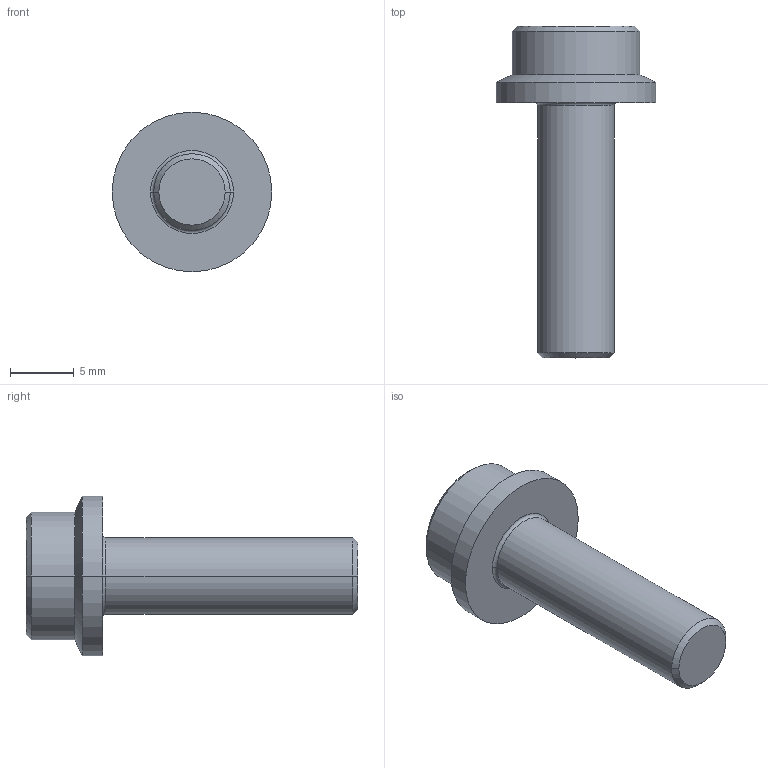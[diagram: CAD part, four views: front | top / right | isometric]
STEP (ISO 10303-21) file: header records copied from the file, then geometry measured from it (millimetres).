
FILE_DESCRIPTION (( 'STEP AP214' ), '1' );
FILE_NAME ('M6x1x20mm Flanged Socket Head Cap Screw(00HSW-3507-202-00).STEP', '2023-09-07T21:07:06', ( '' ), ( '' ), 'SwSTEP 2.0', 'SolidWorks 2020', '' );
FILE_SCHEMA (( 'AUTOMOTIVE_DESIGN' ));
Length unit declared in the file: millimetre
Products named in the file (1): M6x1x20mm Flanged Socket Head Cap Screw(00HSW-3507-202-00)
Bounding box: 12.5 x 26 x 12.5 mm (x, y, z)
Volume: 1040.6 mm3; surface area: 851.1 mm2
Topology: 1 solids, 1 shells, 26 faces, 56 edges, 33 vertices
Faces by surface type: plane 10, cone 8, cylinder 6, torus 2
Entity records: 722 total; most frequent: DIRECTION 130, CARTESIAN_POINT 114, ORIENTED_EDGE 108, EDGE_CURVE 54, AXIS2_PLACEMENT_3D 49, VERTEX_POINT 33, VECTOR 32, LINE 32
